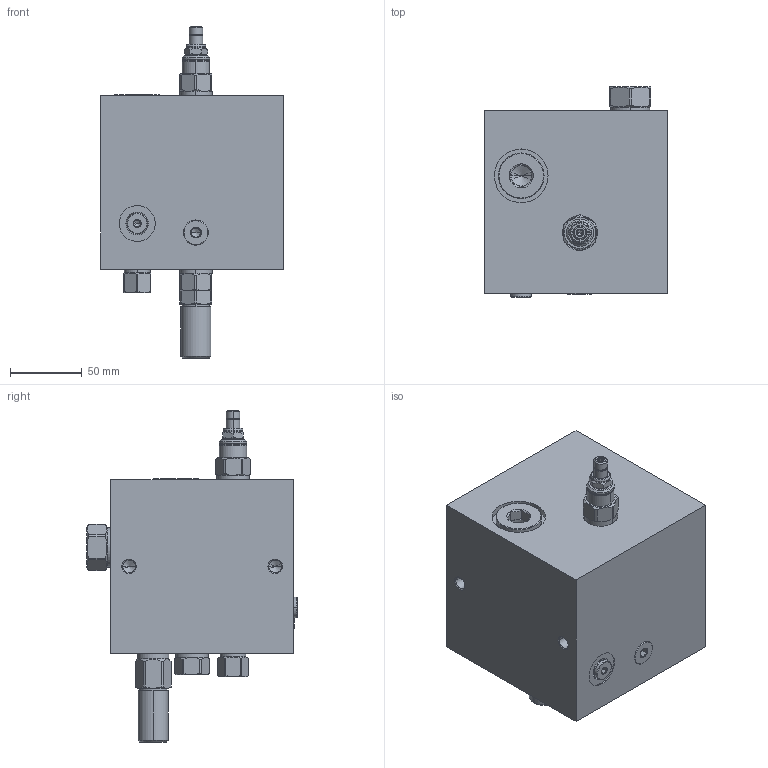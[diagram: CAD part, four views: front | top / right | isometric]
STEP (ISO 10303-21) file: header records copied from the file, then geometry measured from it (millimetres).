
FILE_DESCRIPTION((''),'2;1');
FILE_NAME('XQCKLANBK_ASM','2021-04-23T',('ProEService'),(''),'PRO/ENGINEER BY PARAMETRIC TECHNOLOGY CORPORATION, 2014200','PRO/ENGINEER BY PARAMETRIC TECHNOLOGY CORPORATION, 2014200','');
FILE_SCHEMA(('CONFIG_CONTROL_DESIGN'));
Length unit declared in the file: inch
Products named in the file (10): 154-041-002; RDDFXAN; LPBDXDN; FVCAXAN; COFOXDN; A330-006-004; A330-006-006; A330-006-012; QCDBLAN; XQCKLANBK_ASM
Assembly tree (9 placements, depth 2):
  XQCKLANBK_ASM
    154-041-002
    RDDFXAN
    LPBDXDN
    FVCAXAN
    COFOXDN
    A330-006-004
    A330-006-006
    A330-006-012
    QCDBLAN
Bounding box: 127 x 146.18 x 230.89 mm (x, y, z)
Volume: 1838037.2 mm3; surface area: 210030.1 mm2
Topology: 24 solids, 27 shells, 1886 faces, 4929 edges, 3393 vertices
Faces by surface type: cylinder 754, cone 419, plane 385, torus 250, revolution 54, bspline 18, sphere 6
Entity records: 68500 total; most frequent: CARTESIAN_POINT 22001, DIRECTION 10214, ORIENTED_EDGE 8780, EDGE_CURVE 4390, AXIS2_PLACEMENT_3D 4081, VERTEX_POINT 2669, CIRCLE 2228, EDGE_LOOP 2123
